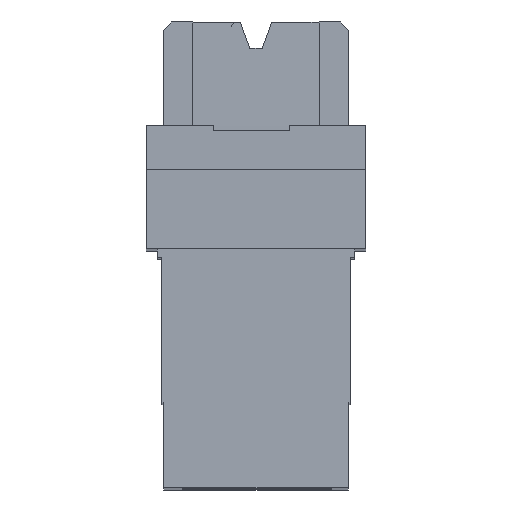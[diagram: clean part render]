
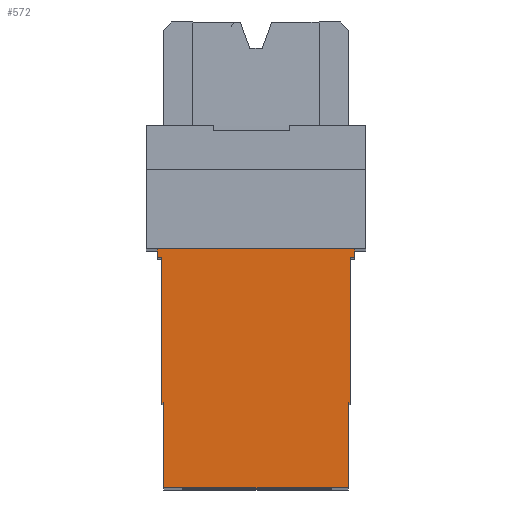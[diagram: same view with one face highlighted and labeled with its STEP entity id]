
A CAD part, top view. The second image highlights one B-rep face of the part: STEP entity #572.
In plain terms, the highlighted planar face has unit normal (0, 0, 1).
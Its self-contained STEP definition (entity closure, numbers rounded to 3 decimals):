
#572=ADVANCED_FACE('',(#1268),#917,.T.);
#917=PLANE('',#7767);
#1268=FACE_OUTER_BOUND('',#1664,.T.);
#1664=EDGE_LOOP('',(#3524,#3525,#3526,#3527,#3528,#3529,#3530,#3531,#3532,
#3533,#3534,#3535));
#3524=ORIENTED_EDGE('',*,*,#5416,.F.);
#3525=ORIENTED_EDGE('',*,*,#4976,.F.);
#3526=ORIENTED_EDGE('',*,*,#4980,.F.);
#3527=ORIENTED_EDGE('',*,*,#4983,.F.);
#3528=ORIENTED_EDGE('',*,*,#5417,.F.);
#3529=ORIENTED_EDGE('',*,*,#4995,.F.);
#3530=ORIENTED_EDGE('',*,*,#4998,.F.);
#3531=ORIENTED_EDGE('',*,*,#5000,.F.);
#3532=ORIENTED_EDGE('',*,*,#5002,.F.);
#3533=ORIENTED_EDGE('',*,*,#5004,.F.);
#3534=ORIENTED_EDGE('',*,*,#5412,.F.);
#3535=ORIENTED_EDGE('',*,*,#5414,.F.);
#4108=VERTEX_POINT('',#10743);
#4109=VERTEX_POINT('',#10744);
#4112=VERTEX_POINT('',#10752);
#4114=VERTEX_POINT('',#10758);
#4124=VERTEX_POINT('',#10782);
#4125=VERTEX_POINT('',#10783);
#4126=VERTEX_POINT('',#10788);
#4127=VERTEX_POINT('',#10792);
#4128=VERTEX_POINT('',#10796);
#4129=VERTEX_POINT('',#10800);
#4402=VERTEX_POINT('',#11659);
#4403=VERTEX_POINT('',#11663);
#4976=EDGE_CURVE('',#4108,#4109,#5944,.T.);
#4980=EDGE_CURVE('',#4112,#4108,#5948,.T.);
#4983=EDGE_CURVE('',#4114,#4112,#5951,.T.);
#4995=EDGE_CURVE('',#4124,#4125,#5963,.T.);
#4998=EDGE_CURVE('',#4126,#4124,#5966,.T.);
#5000=EDGE_CURVE('',#4127,#4126,#5968,.T.);
#5002=EDGE_CURVE('',#4128,#4127,#5970,.T.);
#5004=EDGE_CURVE('',#4129,#4128,#5972,.T.);
#5412=EDGE_CURVE('',#4402,#4129,#6364,.T.);
#5414=EDGE_CURVE('',#4403,#4402,#6366,.T.);
#5416=EDGE_CURVE('',#4109,#4403,#6368,.T.);
#5417=EDGE_CURVE('',#4125,#4114,#6369,.T.);
#5944=LINE('',#10742,#6892);
#5948=LINE('',#10751,#6896);
#5951=LINE('',#10757,#6899);
#5963=LINE('',#10781,#6911);
#5966=LINE('',#10787,#6914);
#5968=LINE('',#10791,#6916);
#5970=LINE('',#10795,#6918);
#5972=LINE('',#10799,#6920);
#6364=LINE('',#11658,#7312);
#6366=LINE('',#11662,#7314);
#6368=LINE('',#11666,#7316);
#6369=LINE('',#11668,#7317);
#6892=VECTOR('',#8812,1.);
#6896=VECTOR('',#8818,1.);
#6899=VECTOR('',#8823,1.);
#6911=VECTOR('',#8839,1.);
#6914=VECTOR('',#8844,1.);
#6916=VECTOR('',#8848,1.);
#6918=VECTOR('',#8852,1.);
#6920=VECTOR('',#8856,1.);
#7312=VECTOR('',#9540,1.);
#7314=VECTOR('',#9544,1.);
#7316=VECTOR('',#9548,1.);
#7317=VECTOR('',#9551,1.);
#7767=AXIS2_PLACEMENT_3D('',#11669,#9552,#9553);
#8812=DIRECTION('',(0.,1.,0.));
#8818=DIRECTION('',(-1.,0.,0.));
#8823=DIRECTION('',(0.,1.,0.));
#8839=DIRECTION('',(0.,-1.,0.));
#8844=DIRECTION('',(-1.,0.,0.));
#8848=DIRECTION('',(0.,-1.,0.));
#8852=DIRECTION('',(-1.,0.,0.));
#8856=DIRECTION('',(0.,-1.,0.));
#9540=DIRECTION('',(1.,0.,0.));
#9544=DIRECTION('',(0.,1.,0.));
#9548=DIRECTION('',(-1.,0.,0.));
#9551=DIRECTION('',(-1.,0.,0.));
#9552=DIRECTION('',(0.,0.,1.));
#9553=DIRECTION('',(0.,1.,0.));
#10742=CARTESIAN_POINT('',(-6.3,-15.61,40.35));
#10743=CARTESIAN_POINT('',(-6.3,-15.61,40.35));
#10744=CARTESIAN_POINT('',(-6.3,-5.86,40.35));
#10751=CARTESIAN_POINT('',(-6.175,-15.61,40.35));
#10752=CARTESIAN_POINT('',(-6.175,-15.61,40.35));
#10757=CARTESIAN_POINT('',(-6.175,-21.31,40.35));
#10758=CARTESIAN_POINT('',(-6.175,-21.31,40.35));
#10781=CARTESIAN_POINT('',(6.175,-15.61,40.35));
#10782=CARTESIAN_POINT('',(6.175,-15.61,40.35));
#10783=CARTESIAN_POINT('',(6.175,-21.31,40.35));
#10787=CARTESIAN_POINT('',(6.3,-15.61,40.35));
#10788=CARTESIAN_POINT('',(6.3,-15.61,40.35));
#10791=CARTESIAN_POINT('',(6.3,-5.86,40.35));
#10792=CARTESIAN_POINT('',(6.3,-5.86,40.35));
#10795=CARTESIAN_POINT('',(6.6,-5.86,40.35));
#10796=CARTESIAN_POINT('',(6.6,-5.86,40.35));
#10799=CARTESIAN_POINT('',(6.6,-5.3,40.35));
#10800=CARTESIAN_POINT('',(6.6,-5.3,40.35));
#11658=CARTESIAN_POINT('',(-6.6,-5.3,40.35));
#11659=CARTESIAN_POINT('',(-6.6,-5.3,40.35));
#11662=CARTESIAN_POINT('',(-6.6,-5.86,40.35));
#11663=CARTESIAN_POINT('',(-6.6,-5.86,40.35));
#11666=CARTESIAN_POINT('',(-6.3,-5.86,40.35));
#11668=CARTESIAN_POINT('',(6.175,-21.31,40.35));
#11669=CARTESIAN_POINT('',(7.35,-21.31,40.35));
